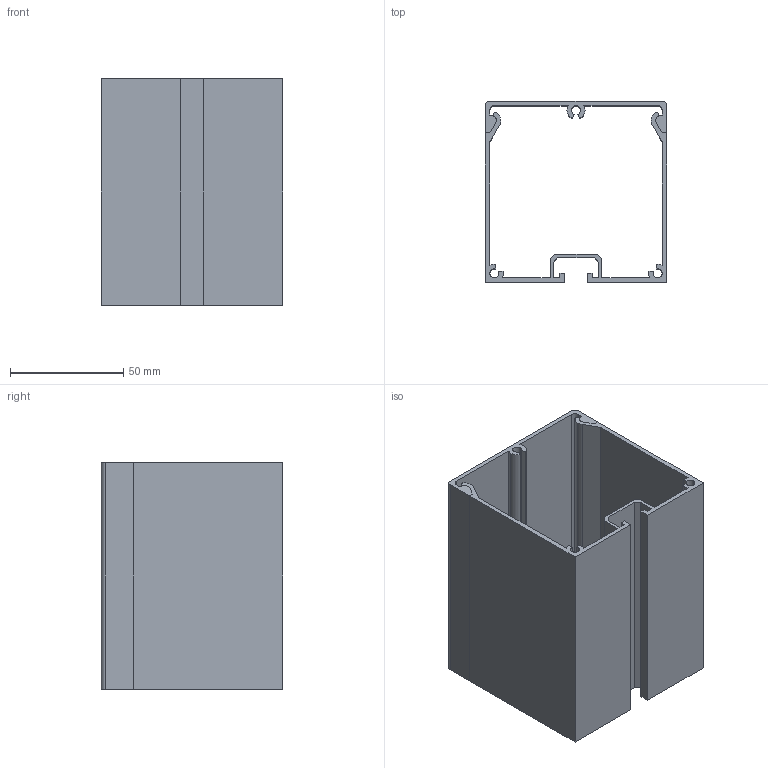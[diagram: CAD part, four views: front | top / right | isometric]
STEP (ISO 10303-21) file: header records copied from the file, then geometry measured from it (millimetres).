
FILE_DESCRIPTION (( 'STEP AP214' ), '1' );
FILE_NAME ('CC8080 Ïðîôèëü êàáåëü-êàíàëà 80õ80 (Àí. ñåðåáðî).STEP', '2026-03-07T11:40:58', ( '' ), ( '' ), 'SwSTEP 2.0', 'SolidWorks 2026', '' );
FILE_SCHEMA (( 'AUTOMOTIVE_DESIGN' ));
Length unit declared in the file: millimetre
Products named in the file (3): Алюм. кабель 80х80_00; Алюм. кабель, крышка 80х80_00; CC8080 Профиль кабель-канала 80х80 (Ан. серебро)
Assembly tree (2 placements, depth 2):
  CC8080 Профиль кабель-канала 80х80 (Ан. серебро)
    Алюм. кабель 80х80_00
    Алюм. кабель, крышка 80х80_00
Bounding box: 80 x 80 x 100 mm (x, y, z)
Volume: 79602.5 mm3; surface area: 80142.8 mm2
Topology: 2 solids, 2 shells, 92 faces, 264 edges, 176 vertices
Faces by surface type: plane 57, cylinder 35
Entity records: 3106 total; most frequent: CARTESIAN_POINT 537, ORIENTED_EDGE 528, DIRECTION 528, EDGE_CURVE 264, LINE 194, VECTOR 194, VERTEX_POINT 176, AXIS2_PLACEMENT_3D 167
